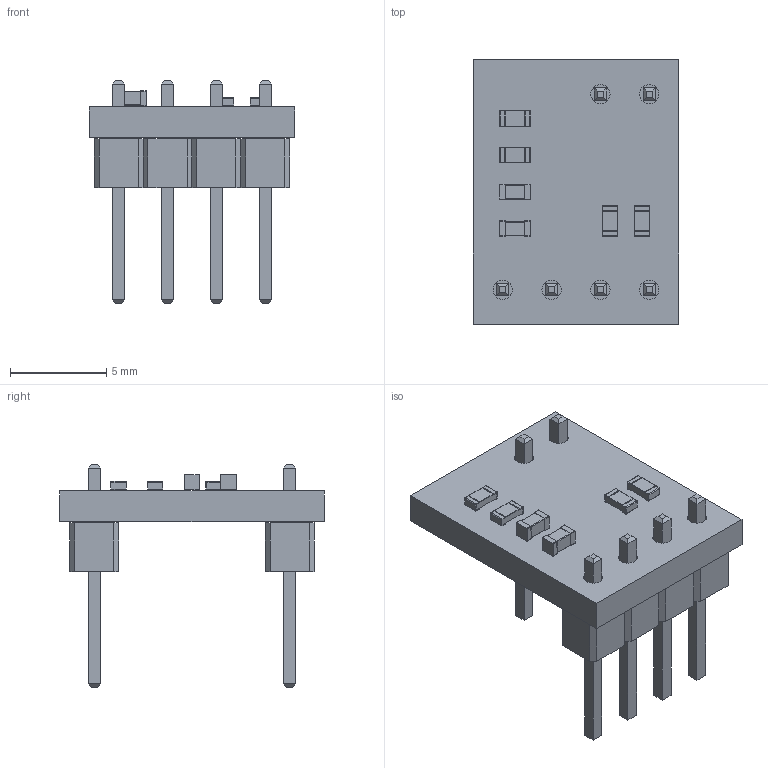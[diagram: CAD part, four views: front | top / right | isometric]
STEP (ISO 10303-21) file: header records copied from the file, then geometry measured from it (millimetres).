
FILE_DESCRIPTION(('KiCad electronic assembly'),'2;1');
FILE_NAME('09-ToF_mod.step','2024-09-17T14:50:48',('Pcbnew'),('Kicad'), 'Open CASCADE STEP processor 7.7','KiCad to STEP converter','Unknown' );
FILE_SCHEMA(('AUTOMOTIVE_DESIGN { 1 0 10303 214 1 1 1 1 }'));
Length unit declared in the file: millimetre
Products named in the file (10): 09-ToF_mod 1; R_0603_1608Metric; SOLID; C_0603_1608Metric; PinHeader_1x02_P2.54mm_Vertical; PinHeader_1x04_P2.54mm_Vertical; 09-ToF_mod PCB
Assembly tree (13 placements, depth 3):
  09-ToF_mod 1
    R_0603_1608Metric  x4
      SOLID
    C_0603_1608Metric  x2
      SOLID
    PinHeader_1x02_P2.54mm_Vertical
      SOLID
    PinHeader_1x04_P2.54mm_Vertical
      SOLID
    09-ToF_mod PCB
Bounding box: 10.67 x 13.72 x 11.54 mm (x, y, z)
Volume: 348.8 mm3; surface area: 738.2 mm2
Topology: 9 solids, 9 shells, 324 faces, 806 edges, 516 vertices
Faces by surface type: plane 262, cylinder 62
Full cylindrical faces by diameter (mm): 1 x6
Entity records: 14909 total; most frequent: CARTESIAN_POINT 2350, DIRECTION 2074, LINE 1486, VECTOR 1486, ORIENTED_EDGE 1060, PCURVE 1060, DEFINITIONAL_REPRESENTATION 1060, EDGE_CURVE 530
